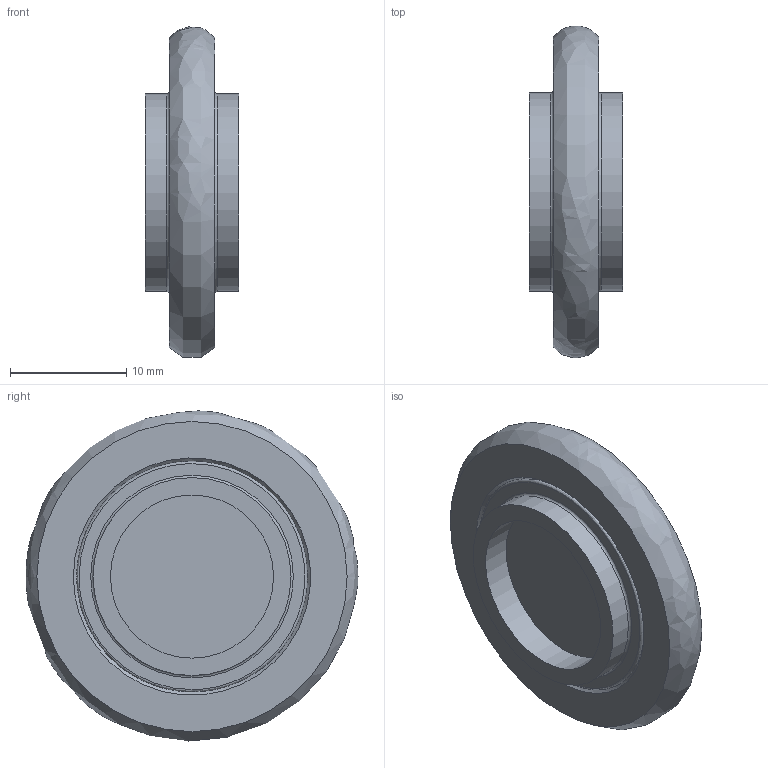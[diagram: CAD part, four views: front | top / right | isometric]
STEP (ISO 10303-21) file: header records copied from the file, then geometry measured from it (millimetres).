
FILE_DESCRIPTION (( 'STEP AP214' ), '1' );
FILE_NAME ('FULLVAC AF1KF16002.STEP', '2019-03-29T13:36:14', ( '' ), ( '' ), 'SwSTEP 2.0', 'SolidWorks 2017', '' );
FILE_SCHEMA (( 'AUTOMOTIVE_DESIGN' ));
Length unit declared in the file: millimetre
Products named in the file (1): FULLVAC AF1KF16002
Bounding box: 8 x 28.5 x 28.35 mm (x, y, z)
Volume: 2400.2 mm3; surface area: 2310.2 mm2
Topology: 1 solids, 1 shells, 21 faces, 41 edges, 29 vertices
Faces by surface type: plane 9, bspline 5, cylinder 5, torus 2
Full cylindrical faces by diameter (mm): 14 x1, 16 x1, 16.2 x1, 17 x2
Entity records: 597 total; most frequent: CARTESIAN_POINT 223, DIRECTION 70, ORIENTED_EDGE 48, EDGE_LOOP 40, AXIS2_PLACEMENT_3D 35, FACE_OUTER_BOUND 33, EDGE_CURVE 24, VERTEX_POINT 24
